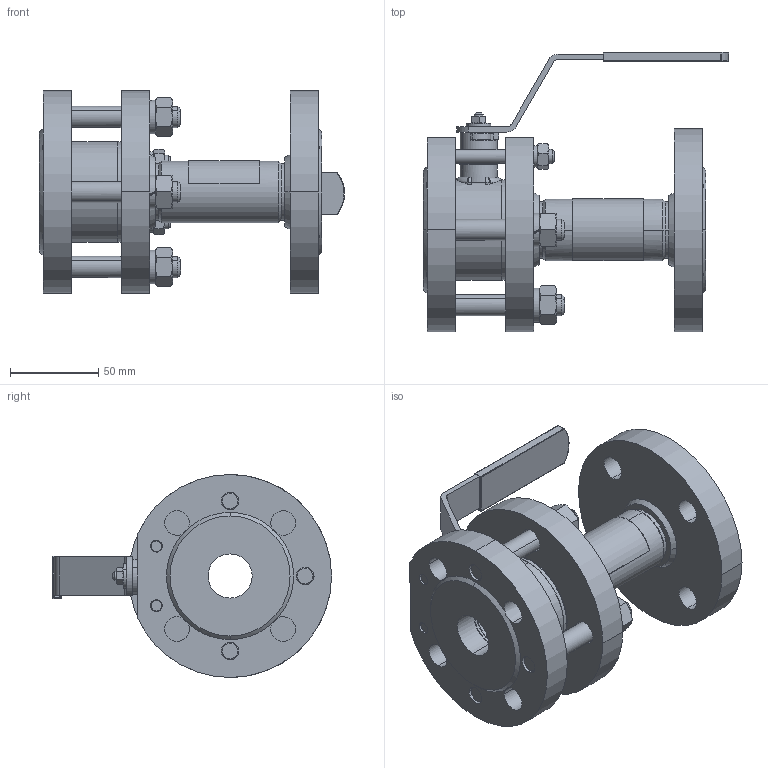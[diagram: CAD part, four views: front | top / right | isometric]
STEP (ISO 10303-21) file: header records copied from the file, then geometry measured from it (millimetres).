
FILE_DESCRIPTION((''),'2;1');
FILE_NAME('ÔÁ39 210 025 900.stp','2012-01-31T11:57:20',('Ãîíòàðåâ ÏÃ'),(''),'Autodesk Inventor 9','Autodesk Inventor 9','');
FILE_SCHEMA(('CONFIG_CONTROL_DESIGN'));
Length unit declared in the file: millimetre
Products named in the file (1): 埡39 210 025 900
Bounding box: 172.83 x 158.14 x 115 mm (x, y, z)
Volume: 576366 mm3; surface area: 145323.8 mm2
Topology: 1 solids, 8 shells, 616 faces, 1608 edges, 1030 vertices
Faces by surface type: cylinder 214, plane 199, cone 104, bspline 67, torus 22, sphere 10
Entity records: 20448 total; most frequent: CARTESIAN_POINT 5070, DIRECTION 3385, ORIENTED_EDGE 3188, EDGE_CURVE 1594, AXIS2_PLACEMENT_3D 1395, VERTEX_POINT 1028, CIRCLE 789, EDGE_LOOP 711
